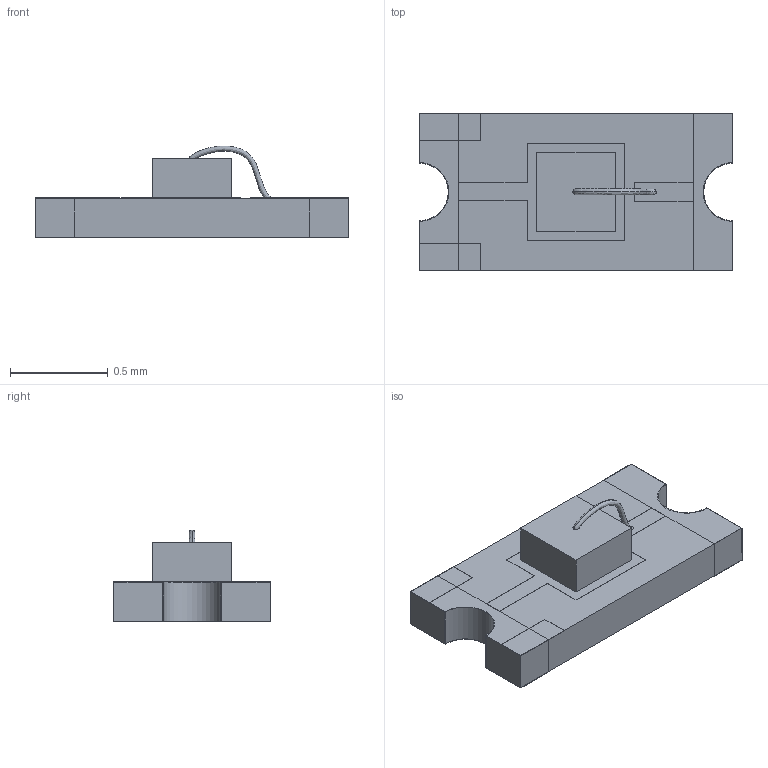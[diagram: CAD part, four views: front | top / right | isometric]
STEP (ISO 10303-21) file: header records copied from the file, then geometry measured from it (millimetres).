
FILE_DESCRIPTION (( 'STEP AP214' ), '1' );
FILE_NAME ('LED 0603-G.STEP', '2016-08-11T07:19:06', ( '' ), ( '' ), 'SwSTEP 2.0', 'SolidWorks 2015', '' );
FILE_SCHEMA (( 'AUTOMOTIVE_DESIGN' ));
Length unit declared in the file: millimetre
Products named in the file (3): LED 0603-G; LOGOԲ
Assembly tree (2 placements, depth 2):
  LED 0603-G
    LOGOԲ
    LED 0603-G
Bounding box: 1.6 x 0.8 x 0.47 mm (x, y, z)
Volume: 0.3 mm3; surface area: 5.6 mm2
Topology: 19 solids, 19 shells, 163 faces, 366 edges, 244 vertices
Faces by surface type: plane 111, bspline 31, cylinder 21
Entity records: 7334 total; most frequent: CARTESIAN_POINT 1820, ORIENTED_EDGE 732, DIRECTION 618, EDGE_CURVE 366, LINE 260, VECTOR 260, VERTEX_POINT 244, UNCERTAINTY_MEASURE_WITH_UNIT 187
